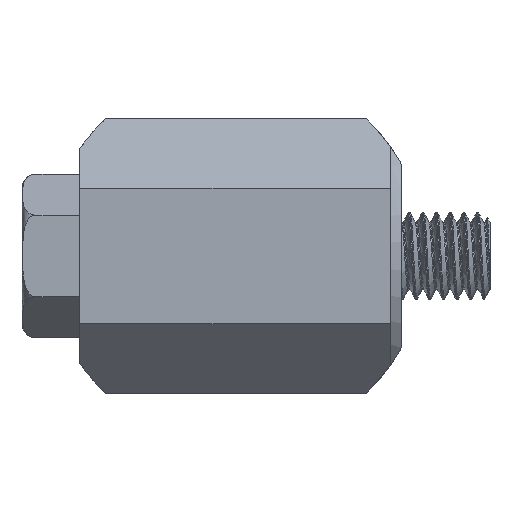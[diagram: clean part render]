
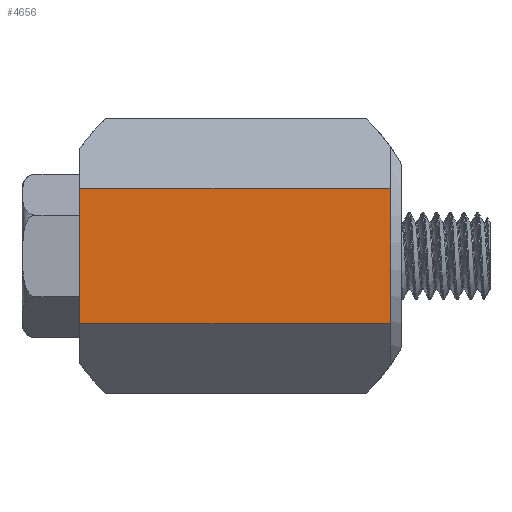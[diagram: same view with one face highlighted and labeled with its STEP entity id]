
A CAD part, left-side view. The second image highlights one B-rep face of the part: STEP entity #4656.
In plain terms, the highlighted planar face has unit normal (-1, 0, 0).
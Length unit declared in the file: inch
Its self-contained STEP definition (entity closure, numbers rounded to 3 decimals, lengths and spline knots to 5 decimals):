
#455=PLANE('',#5293);
#737=FACE_OUTER_BOUND('',#1190,.T.);
#1190=EDGE_LOOP('',(#3907,#3908,#3909,#3910));
#1384=LINE('',#11874,#1565);
#1390=LINE('',#11921,#1571);
#1391=LINE('',#11923,#1572);
#1392=LINE('',#11924,#1573);
#1565=VECTOR('',#6455,0.3937);
#1571=VECTOR('',#6495,0.3937);
#1572=VECTOR('',#6496,0.3937);
#1573=VECTOR('',#6497,0.3937);
#2317=VERTEX_POINT('',#11871);
#2318=VERTEX_POINT('',#11873);
#2333=VERTEX_POINT('',#11920);
#2334=VERTEX_POINT('',#11922);
#2850=EDGE_CURVE('',#2318,#2317,#1384,.T.);
#2869=EDGE_CURVE('',#2333,#2318,#1390,.T.);
#2870=EDGE_CURVE('',#2334,#2317,#1391,.T.);
#2871=EDGE_CURVE('',#2333,#2334,#1392,.T.);
#3907=ORIENTED_EDGE('',*,*,#2869,.T.);
#3908=ORIENTED_EDGE('',*,*,#2850,.T.);
#3909=ORIENTED_EDGE('',*,*,#2870,.F.);
#3910=ORIENTED_EDGE('',*,*,#2871,.F.);
#4656=ADVANCED_FACE('',(#737),#455,.T.);
#5293=AXIS2_PLACEMENT_3D('',#11919,#6493,#6494);
#6455=DIRECTION('',(0.,0.,-1.));
#6493=DIRECTION('center_axis',(-1.,0.,0.));
#6494=DIRECTION('ref_axis',(0.,1.,0.));
#6495=DIRECTION('',(0.,1.,0.));
#6496=DIRECTION('',(0.,1.,0.));
#6497=DIRECTION('',(0.,0.,-1.));
#11871=CARTESIAN_POINT('',(-1.27014,1.04903,-0.245));
#11873=CARTESIAN_POINT('',(-1.27014,1.04903,0.245));
#11874=CARTESIAN_POINT('',(-1.27014,1.04903,0.245));
#11919=CARTESIAN_POINT('Origin',(-1.27014,-0.07097,0.245));
#11920=CARTESIAN_POINT('',(-1.27014,-0.07097,0.245));
#11921=CARTESIAN_POINT('',(-1.27014,-0.07097,0.245));
#11922=CARTESIAN_POINT('',(-1.27014,-0.07097,-0.245));
#11923=CARTESIAN_POINT('',(-1.27014,-0.07097,-0.245));
#11924=CARTESIAN_POINT('',(-1.27014,-0.07097,0.245));
